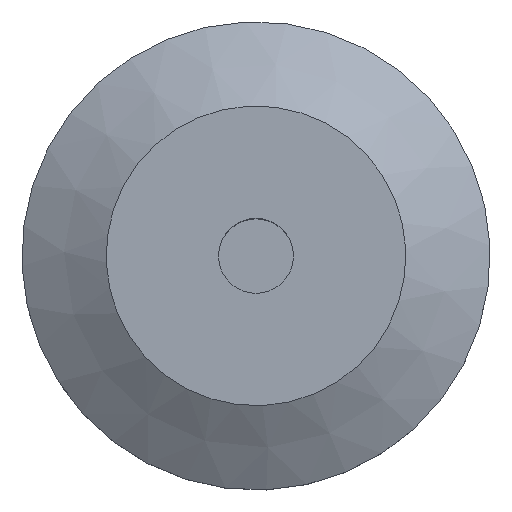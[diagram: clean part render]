
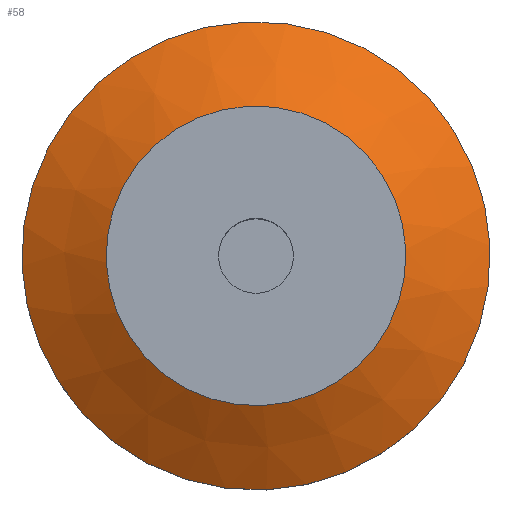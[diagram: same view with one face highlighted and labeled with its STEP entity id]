
A CAD part, top view. The second image highlights one B-rep face of the part: STEP entity #58.
In plain terms, the highlighted conical face has half-angle 60 degrees and reference radius 16 mm.
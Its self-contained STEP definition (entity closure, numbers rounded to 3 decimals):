
#43=CONICAL_SURFACE('',#172,16.,60.);
#58=ADVANCED_FACE('',(#80,#81),#43,.T.);
#80=FACE_BOUND('',#99,.T.);
#81=FACE_BOUND('',#100,.T.);
#99=EDGE_LOOP('',(#119));
#100=EDGE_LOOP('',(#120));
#119=ORIENTED_EDGE('',*,*,#142,.F.);
#120=ORIENTED_EDGE('',*,*,#134,.T.);
#124=VERTEX_POINT('',#222);
#132=VERTEX_POINT('',#245);
#134=EDGE_CURVE('',#124,#124,#144,.T.);
#142=EDGE_CURVE('',#132,#132,#152,.T.);
#144=CIRCLE('',#155,16.);
#152=CIRCLE('',#170,25.);
#155=AXIS2_PLACEMENT_3D('',#221,#178,#179);
#170=AXIS2_PLACEMENT_3D('',#244,#208,#209);
#172=AXIS2_PLACEMENT_3D('',#247,#212,#213);
#178=DIRECTION('',(0.,0.,-1.));
#179=DIRECTION('',(0.383,-0.924,0.));
#208=DIRECTION('',(0.,0.,-1.));
#209=DIRECTION('',(0.383,-0.924,0.));
#212=DIRECTION('',(0.,0.,-1.));
#213=DIRECTION('',(-0.383,0.924,0.));
#221=CARTESIAN_POINT('',(0.,0.,11.));
#222=CARTESIAN_POINT('',(6.129,-14.78,11.));
#244=CARTESIAN_POINT('',(0.,0.,5.804));
#245=CARTESIAN_POINT('',(9.576,-23.093,5.804));
#247=CARTESIAN_POINT('',(0.,0.,11.));
